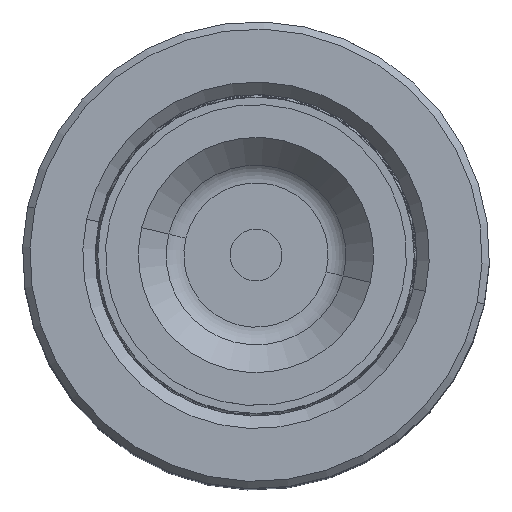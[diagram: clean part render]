
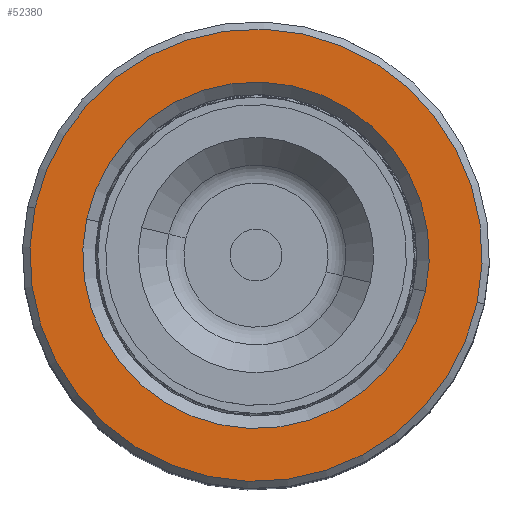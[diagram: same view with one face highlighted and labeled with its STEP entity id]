
A CAD part, top view. The second image highlights one B-rep face of the part: STEP entity #52380.
In plain terms, the highlighted planar face has unit normal (0, 0, 1).
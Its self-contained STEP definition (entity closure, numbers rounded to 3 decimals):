
#2061 = PLANE ( 'NONE',  #27907 ) ;
#3605 = AXIS2_PLACEMENT_3D ( 'NONE', #5804, #21886, #42761 ) ;
#4351 = ORIENTED_EDGE ( 'NONE', *, *, #24936, .T. ) ;
#4882 = DIRECTION ( 'NONE',  ( 1., 0., 0. ) ) ;
#5111 = CARTESIAN_POINT ( 'NONE',  ( 0., 0., 80. ) ) ;
#5804 = CARTESIAN_POINT ( 'NONE',  ( 0., 0., 80. ) ) ;
#6385 = AXIS2_PLACEMENT_3D ( 'NONE', #8070, #55891, #34186 ) ;
#7305 = DIRECTION ( 'NONE',  ( 0., 0., -1. ) ) ;
#7919 = AXIS2_PLACEMENT_3D ( 'NONE', #5111, #27048, #4882 ) ;
#8070 = CARTESIAN_POINT ( 'NONE',  ( 0., 0., 80. ) ) ;
#8163 = FACE_BOUND ( 'NONE', #47739, .T. ) ;
#9389 = VERTEX_POINT ( 'NONE', #12101 ) ;
#11822 = DIRECTION ( 'NONE',  ( 1., 0., 0. ) ) ;
#12101 = CARTESIAN_POINT ( 'NONE',  ( 16.7, 0., 80. ) ) ;
#13930 = EDGE_LOOP ( 'NONE', ( #4351, #50038 ) ) ;
#17112 = VERTEX_POINT ( 'NONE', #25414 ) ;
#17355 = CIRCLE ( 'NONE', #62882, 16.7 ) ;
#18793 = CIRCLE ( 'NONE', #7919, 21.8 ) ;
#18851 = ORIENTED_EDGE ( 'NONE', *, *, #51375, .T. ) ;
#21886 = DIRECTION ( 'NONE',  ( 0., 0., -1. ) ) ;
#23396 = CARTESIAN_POINT ( 'NONE',  ( 0., 0., 80. ) ) ;
#23491 = DIRECTION ( 'NONE',  ( 0., 0., 1. ) ) ;
#23747 = VERTEX_POINT ( 'NONE', #52851 ) ;
#24222 = CIRCLE ( 'NONE', #3605, 16.7 ) ;
#24936 = EDGE_CURVE ( 'NONE', #60198, #23747, #41752, .T. ) ;
#25414 = CARTESIAN_POINT ( 'NONE',  ( -16.7, 0., 80. ) ) ;
#25595 = ORIENTED_EDGE ( 'NONE', *, *, #66147, .T. ) ;
#27048 = DIRECTION ( 'NONE',  ( 0., 0., 1. ) ) ;
#27907 = AXIS2_PLACEMENT_3D ( 'NONE', #44342, #23491, #11822 ) ;
#28995 = DIRECTION ( 'NONE',  ( 1., 0., 0. ) ) ;
#33376 = EDGE_CURVE ( 'NONE', #23747, #60198, #18793, .T. ) ;
#34186 = DIRECTION ( 'NONE',  ( 1., 0., 0. ) ) ;
#41752 = CIRCLE ( 'NONE', #6385, 21.8 ) ;
#42761 = DIRECTION ( 'NONE',  ( 1., 0., 0. ) ) ;
#44342 = CARTESIAN_POINT ( 'NONE',  ( 0., 0., 80. ) ) ;
#44348 = CARTESIAN_POINT ( 'NONE',  ( -21.8, 0., 80. ) ) ;
#47739 = EDGE_LOOP ( 'NONE', ( #18851, #25595 ) ) ;
#50038 = ORIENTED_EDGE ( 'NONE', *, *, #33376, .T. ) ;
#51375 = EDGE_CURVE ( 'NONE', #9389, #17112, #17355, .T. ) ;
#52380 = ADVANCED_FACE ( 'NONE', ( #64662, #8163 ), #2061, .T. ) ;
#52851 = CARTESIAN_POINT ( 'NONE',  ( 21.8, 0., 80. ) ) ;
#55891 = DIRECTION ( 'NONE',  ( 0., 0., 1. ) ) ;
#60198 = VERTEX_POINT ( 'NONE', #44348 ) ;
#62882 = AXIS2_PLACEMENT_3D ( 'NONE', #23396, #7305, #28995 ) ;
#64662 = FACE_OUTER_BOUND ( 'NONE', #13930, .T. ) ;
#66147 = EDGE_CURVE ( 'NONE', #17112, #9389, #24222, .T. ) ;
